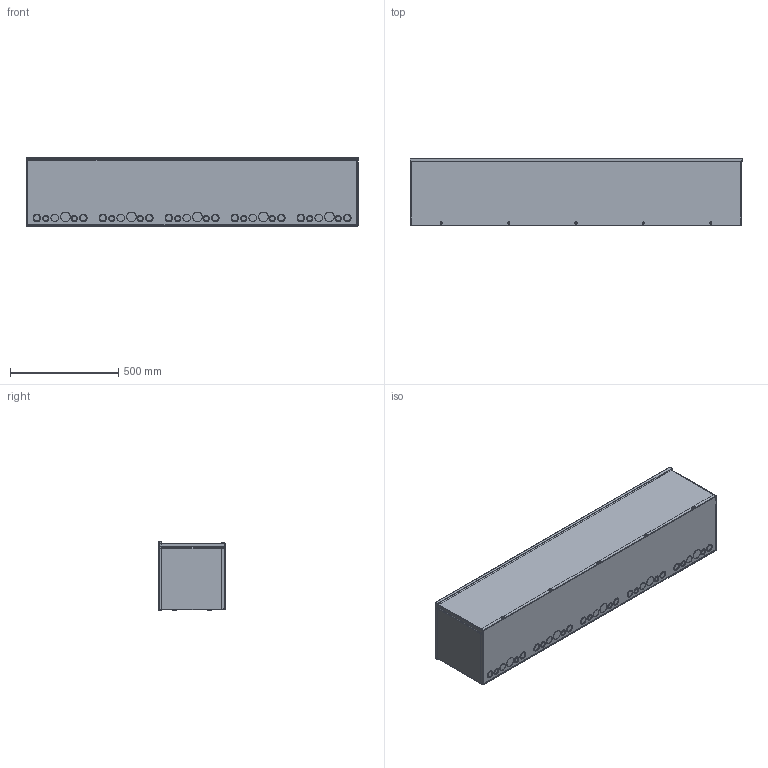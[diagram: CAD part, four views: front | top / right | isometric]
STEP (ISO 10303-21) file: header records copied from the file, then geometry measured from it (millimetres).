
FILE_DESCRIPTION(/* description */ ('RSCG, NEMA 3R, GALV, BLR, 12X12X60'),/* implementation_level */ '2;1');
FILE_NAME(/* name */ 'RSCG121260G.stp',/* time_stamp */ '2015-06-22T21:55:25+05:00',/* author */ ('vdas'),/* organization */ (''),/* preprocessor_version */ 'ST-DEVELOPER v15.2',/* originating_system */ 'Autodesk Inventor 2014',/* authorisation */ '');
FILE_SCHEMA (('AUTOMOTIVE_DESIGN { 1 0 10303 214 3 1 1 }'));
Products named in the file (8): RSCG121260GBLR; RSCG1260GBTM; RSCG1260GCAP; RSCG60GSTRAP-14GA; RSCG1260GLID; 31813; HFW372196; RSCG121260G
Bounding box: 1533.53 x 310.15 x 318.8 mm (x, y, z)
Volume: 4218443.5 mm3; surface area: 4543549.6 mm2
Topology: 34 solids, 36 shells, 1937 faces, 4952 edges, 3093 vertices
Faces by surface type: plane 876, cylinder 660, torus 166, bspline 157, cone 78
Full cylindrical faces by diameter (mm): 3.68 x10, 4.826 x80, 6.35 x7, 7.144 x4, 7.925 x5, 10.516 x5
Entity records: 57435 total; most frequent: CARTESIAN_POINT 17652, ORIENTED_EDGE 8086, DIRECTION 7785, EDGE_CURVE 3923, AXIS2_PLACEMENT_3D 2801, VERTEX_POINT 2461, LINE 2183, VECTOR 2183
